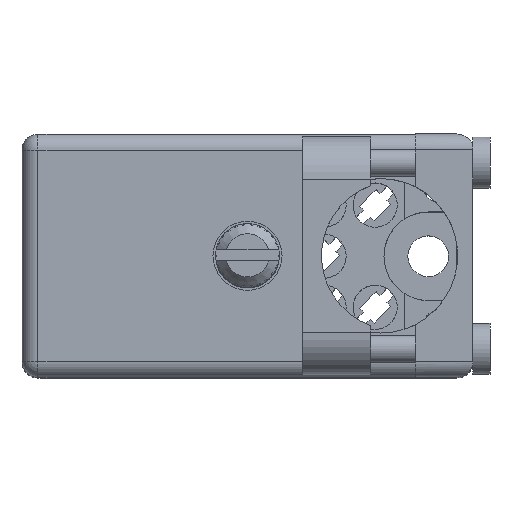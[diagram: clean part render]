
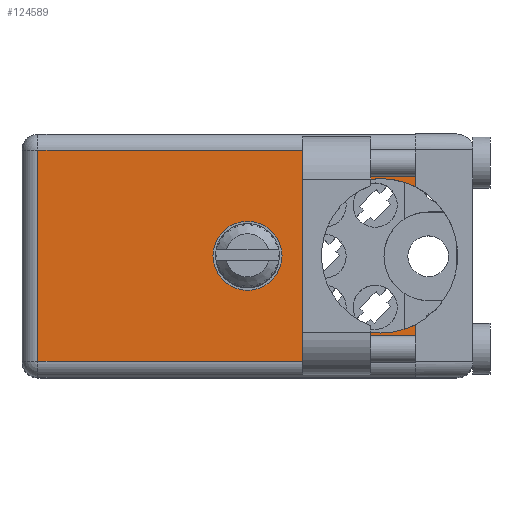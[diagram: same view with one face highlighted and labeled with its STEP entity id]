
A CAD part, top view. The second image highlights one B-rep face of the part: STEP entity #124589.
In plain terms, the highlighted face is planar.
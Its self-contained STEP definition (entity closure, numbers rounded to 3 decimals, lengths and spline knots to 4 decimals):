
#255 = CARTESIAN_POINT ( 'NONE',  ( 1.155, 0.906, -0.668 ) ) ;
#851 = ORIENTED_EDGE ( 'NONE', *, *, #52041, .F. ) ;
#2715 = VERTEX_POINT ( 'NONE', #46898 ) ;
#4741 = CARTESIAN_POINT ( 'NONE',  ( 1.155, 0.906, 0. ) ) ;
#6759 = VECTOR ( 'NONE', #85633, 39.3701 ) ;
#7233 = ORIENTED_EDGE ( 'NONE', *, *, #98002, .F. ) ;
#10909 = DIRECTION ( 'NONE',  ( -1., 0., 0. ) ) ;
#11799 = CARTESIAN_POINT ( 'NONE',  ( 0., 0.906, -0.715 ) ) ;
#14648 = AXIS2_PLACEMENT_3D ( 'NONE', #59242, #43614, #127407 ) ;
#15951 = DIRECTION ( 'NONE',  ( 0., 0., 1. ) ) ;
#19666 = ORIENTED_EDGE ( 'NONE', *, *, #161302, .F. ) ;
#20301 = VERTEX_POINT ( 'NONE', #77573 ) ;
#21429 = VECTOR ( 'NONE', #176829, 39.3701 ) ;
#24254 = VERTEX_POINT ( 'NONE', #110859 ) ;
#24422 = EDGE_LOOP ( 'NONE', ( #851, #58261, #98864, #176632, #7233, #174025, #19666, #123610 ) ) ;
#24435 = VECTOR ( 'NONE', #60937, 39.3701 ) ;
#24891 = AXIS2_PLACEMENT_3D ( 'NONE', #149170, #108605, #177708 ) ;
#26796 = DIRECTION ( 'NONE',  ( 1., 0., 0. ) ) ;
#27659 = AXIS2_PLACEMENT_3D ( 'NONE', #168302, #95561, #167370 ) ;
#28850 = CARTESIAN_POINT ( 'NONE',  ( 0.047, 0.906, -0.047 ) ) ;
#29474 = CARTESIAN_POINT ( 'NONE',  ( 1.155, 0.906, 0. ) ) ;
#31923 = CARTESIAN_POINT ( 'NONE',  ( 1.053, 0.906, -0.5845 ) ) ;
#33449 = VERTEX_POINT ( 'NONE', #31923 ) ;
#36874 = LINE ( 'NONE', #120648, #21429 ) ;
#38159 = EDGE_CURVE ( 'NONE', #24254, #2715, #152845, .T. ) ;
#39468 = DIRECTION ( 'NONE',  ( 0., 0., 1. ) ) ;
#40842 = VERTEX_POINT ( 'NONE', #117603 ) ;
#43614 = DIRECTION ( 'NONE',  ( 0., 1., 0. ) ) ;
#46898 = CARTESIAN_POINT ( 'NONE',  ( 0.6625, 0.906, -0.459 ) ) ;
#49711 = ORIENTED_EDGE ( 'NONE', *, *, #38159, .F. ) ;
#50300 = AXIS2_PLACEMENT_3D ( 'NONE', #129103, #117071, #171525 ) ;
#51227 = CIRCLE ( 'NONE', #27659, 0.227 ) ;
#51466 = DIRECTION ( 'NONE',  ( 0., 1., 0. ) ) ;
#52041 = EDGE_CURVE ( 'NONE', #127045, #136210, #139116, .T. ) ;
#53696 = VECTOR ( 'NONE', #10909, 39.3701 ) ;
#54370 = CIRCLE ( 'NONE', #24891, 0.227 ) ;
#55578 = DIRECTION ( 'NONE',  ( 0., 1., 0. ) ) ;
#56337 = AXIS2_PLACEMENT_3D ( 'NONE', #11799, #51466, #39468 ) ;
#56611 = CIRCLE ( 'NONE', #144816, 0.1015 ) ;
#58261 = ORIENTED_EDGE ( 'NONE', *, *, #138677, .T. ) ;
#59242 = CARTESIAN_POINT ( 'NONE',  ( 0.6625, 0.906, -0.3575 ) ) ;
#60937 = DIRECTION ( 'NONE',  ( 0., 0., 1. ) ) ;
#62975 = EDGE_LOOP ( 'NONE', ( #49711, #180091 ) ) ;
#68291 = EDGE_CURVE ( 'NONE', #136210, #33449, #173757, .T. ) ;
#69179 = CARTESIAN_POINT ( 'NONE',  ( 1.155, 0.906, -0.047 ) ) ;
#77573 = CARTESIAN_POINT ( 'NONE',  ( 1.053, 0.906, -0.1305 ) ) ;
#78234 = CARTESIAN_POINT ( 'NONE',  ( 1.155, 0.906, -0.1547 ) ) ;
#82840 = EDGE_CURVE ( 'NONE', #40842, #154054, #36874, .T. ) ;
#84774 = CARTESIAN_POINT ( 'NONE',  ( 1.155, 0.906, -0.047 ) ) ;
#85633 = DIRECTION ( 'NONE',  ( 0., 0., 1. ) ) ;
#85693 = LINE ( 'NONE', #69179, #167976 ) ;
#93779 = FACE_OUTER_BOUND ( 'NONE', #24422, .T. ) ;
#95561 = DIRECTION ( 'NONE',  ( 0., 1., 0. ) ) ;
#98002 = EDGE_CURVE ( 'NONE', #126369, #118668, #130925, .T. ) ;
#98864 = ORIENTED_EDGE ( 'NONE', *, *, #82840, .T. ) ;
#99760 = CARTESIAN_POINT ( 'NONE',  ( 0.6625, 0.906, -0.3575 ) ) ;
#104908 = CARTESIAN_POINT ( 'NONE',  ( 0., 0.906, -0.668 ) ) ;
#108605 = DIRECTION ( 'NONE',  ( 0., 1., 0. ) ) ;
#109438 = PLANE ( 'NONE',  #56337 ) ;
#110859 = CARTESIAN_POINT ( 'NONE',  ( 0.6625, 0.906, -0.256 ) ) ;
#117071 = DIRECTION ( 'NONE',  ( 0., 1., 0. ) ) ;
#117603 = CARTESIAN_POINT ( 'NONE',  ( 0.047, 0.906, -0.668 ) ) ;
#118668 = VERTEX_POINT ( 'NONE', #84774 ) ;
#120648 = CARTESIAN_POINT ( 'NONE',  ( 0.047, 0.906, -0.715 ) ) ;
#123610 = ORIENTED_EDGE ( 'NONE', *, *, #68291, .F. ) ;
#124589 = ADVANCED_FACE ( 'NONE', ( #93779, #178522 ), #109438, .T. ) ;
#126369 = VERTEX_POINT ( 'NONE', #78234 ) ;
#127045 = VERTEX_POINT ( 'NONE', #255 ) ;
#127407 = DIRECTION ( 'NONE',  ( 0., 0., 1. ) ) ;
#129103 = CARTESIAN_POINT ( 'NONE',  ( 1.053, 0.906, -0.3575 ) ) ;
#129803 = EDGE_CURVE ( 'NONE', #2715, #24254, #56611, .T. ) ;
#130225 = EDGE_CURVE ( 'NONE', #154054, #118668, #85693, .T. ) ;
#130925 = LINE ( 'NONE', #4741, #24435 ) ;
#133442 = LINE ( 'NONE', #104908, #53696 ) ;
#136210 = VERTEX_POINT ( 'NONE', #178029 ) ;
#138677 = EDGE_CURVE ( 'NONE', #127045, #40842, #133442, .T. ) ;
#139116 = LINE ( 'NONE', #29474, #6759 ) ;
#144816 = AXIS2_PLACEMENT_3D ( 'NONE', #99760, #55578, #15951 ) ;
#147340 = EDGE_CURVE ( 'NONE', #20301, #126369, #51227, .T. ) ;
#149170 = CARTESIAN_POINT ( 'NONE',  ( 1.053, 0.906, -0.3575 ) ) ;
#152845 = CIRCLE ( 'NONE', #14648, 0.1015 ) ;
#154054 = VERTEX_POINT ( 'NONE', #28850 ) ;
#161302 = EDGE_CURVE ( 'NONE', #33449, #20301, #54370, .T. ) ;
#167370 = DIRECTION ( 'NONE',  ( 0., 0., 1. ) ) ;
#167976 = VECTOR ( 'NONE', #26796, 39.3701 ) ;
#168302 = CARTESIAN_POINT ( 'NONE',  ( 1.053, 0.906, -0.3575 ) ) ;
#171525 = DIRECTION ( 'NONE',  ( 0., 0., 1. ) ) ;
#173757 = CIRCLE ( 'NONE', #50300, 0.227 ) ;
#174025 = ORIENTED_EDGE ( 'NONE', *, *, #147340, .F. ) ;
#176632 = ORIENTED_EDGE ( 'NONE', *, *, #130225, .T. ) ;
#176829 = DIRECTION ( 'NONE',  ( 0., 0., 1. ) ) ;
#177708 = DIRECTION ( 'NONE',  ( 0., 0., 1. ) ) ;
#178029 = CARTESIAN_POINT ( 'NONE',  ( 1.155, 0.906, -0.5603 ) ) ;
#178522 = FACE_BOUND ( 'NONE', #62975, .T. ) ;
#180091 = ORIENTED_EDGE ( 'NONE', *, *, #129803, .F. ) ;
